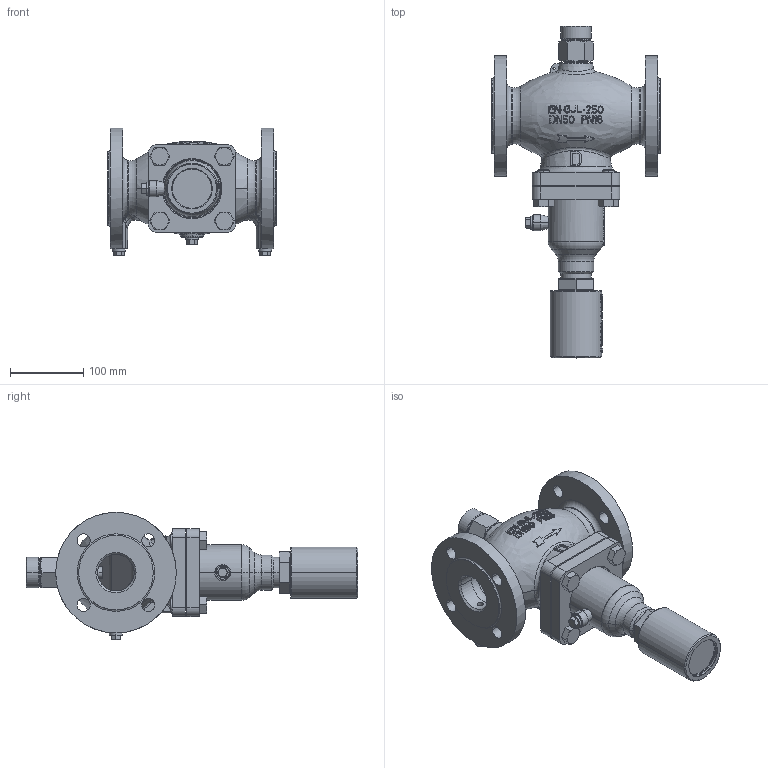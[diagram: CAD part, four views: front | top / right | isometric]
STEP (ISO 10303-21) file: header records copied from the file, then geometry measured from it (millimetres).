
FILE_DESCRIPTION((''),'2;1');
FILE_NAME('065B2743_ASM','2015-03-16T',('u317927'),('Danfoss'),'PRO/ENGINEER BY PARAMETRIC TECHNOLOGY CORPORATION, 2014000','PRO/ENGINEER BY PARAMETRIC TECHNOLOGY CORPORATION, 2014000','');
FILE_SCHEMA(('CONFIG_CONTROL_DESIGN'));
Products named in the file (8): 8861845; 88611940; 51840350; 88618190; 88618270; 88618310; VIJAK_G1L4X12_ZAPIRALNI; 065B2743_ASM
Assembly tree (13 placements, depth 2):
  065B2743_ASM
    8861845
    88611940
    51840350  x4
    88618190
    88618270
    88618310
    VIJAK_G1L4X12_ZAPIRALNI  x4
Bounding box: 230 x 454 x 174.2 mm (x, y, z)
Volume: 2206483.3 mm3; surface area: 581388.9 mm2
Topology: 13 solids, 38 shells, 2250 faces, 5999 edges, 3899 vertices
Faces by surface type: plane 1077, extrusion 370, cylinder 334, bspline 233, cone 171, torus 63, sphere 2
Entity records: 80849 total; most frequent: CARTESIAN_POINT 34537, ORIENTED_EDGE 11088, DIRECTION 6923, EDGE_CURVE 5601, VERTEX_POINT 3653, B_SPLINE_CURVE_WITH_KNOTS 3417, AXIS2_PLACEMENT_3D 2493, EDGE_LOOP 2246
